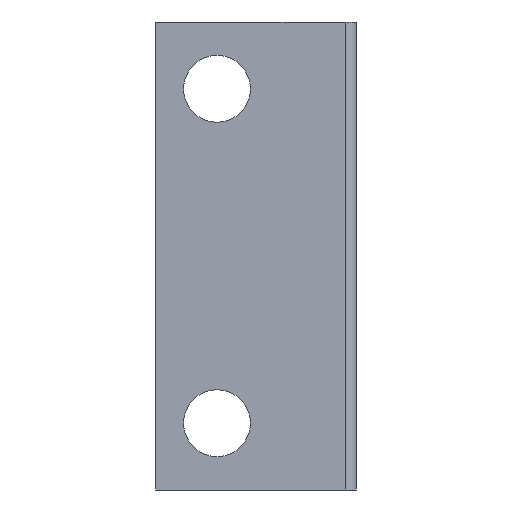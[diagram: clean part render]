
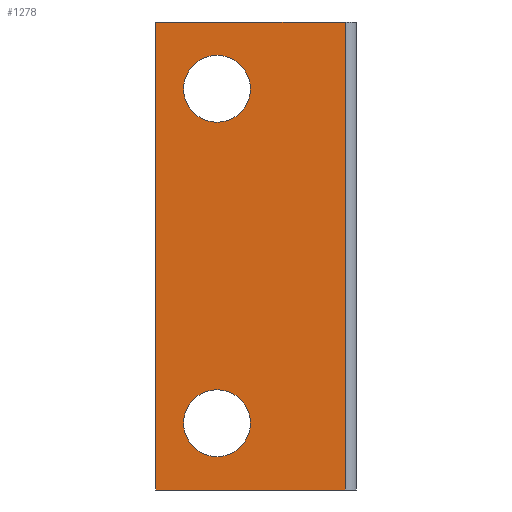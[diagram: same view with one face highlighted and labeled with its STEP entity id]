
A CAD part, front view. The second image highlights one B-rep face of the part: STEP entity #1278.
In plain terms, the highlighted planar face has unit normal (0, -1, 0).
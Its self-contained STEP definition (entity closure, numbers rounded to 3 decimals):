
#13 = CIRCLE ( 'NONE', #1082, 3. ) ;
#17 = VECTOR ( 'NONE', #476, 1000. ) ;
#19 = LINE ( 'NONE', #474, #17 ) ;
#33 = CIRCLE ( 'NONE', #1083, 3. ) ;
#93 = CARTESIAN_POINT ( 'NONE',  ( 53., -128., 12.5 ) ) ;
#94 = CARTESIAN_POINT ( 'NONE',  ( 58.5, -128., 51.5 ) ) ;
#100 = VERTEX_POINT ( 'NONE', #94 ) ;
#112 = VERTEX_POINT ( 'NONE', #158 ) ;
#113 = VERTEX_POINT ( 'NONE', #119 ) ;
#115 = VERTEX_POINT ( 'NONE', #116 ) ;
#116 = CARTESIAN_POINT ( 'NONE',  ( 70., -128., 54.5 ) ) ;
#119 = CARTESIAN_POINT ( 'NONE',  ( 53., -128., 54.5 ) ) ;
#135 = VERTEX_POINT ( 'NONE', #93 ) ;
#140 = VERTEX_POINT ( 'NONE', #1662 ) ;
#158 = CARTESIAN_POINT ( 'NONE',  ( 58.5, -128., 15.5 ) ) ;
#179 = VERTEX_POINT ( 'NONE', #359 ) ;
#204 = VERTEX_POINT ( 'NONE', #350 ) ;
#220 = FACE_BOUND ( 'NONE', #1640, .T. ) ;
#264 = FACE_OUTER_BOUND ( 'NONE', #1562, .T. ) ;
#277 = FACE_BOUND ( 'NONE', #1464, .T. ) ;
#308 = CARTESIAN_POINT ( 'NONE',  ( 58.5, -128., 48.5 ) ) ;
#310 = DIRECTION ( 'NONE',  ( 0., -1., 0. ) ) ;
#311 = DIRECTION ( 'NONE',  ( 0., 0., 1. ) ) ;
#350 = CARTESIAN_POINT ( 'NONE',  ( 58.5, -128., 45.5 ) ) ;
#359 = CARTESIAN_POINT ( 'NONE',  ( 58.5, -128., 21.5 ) ) ;
#379 = CARTESIAN_POINT ( 'NONE',  ( 61.5, -128., 54.5 ) ) ;
#380 = DIRECTION ( 'NONE',  ( 0., 1., 0. ) ) ;
#381 = DIRECTION ( 'NONE',  ( 0., 0., 1. ) ) ;
#393 = CARTESIAN_POINT ( 'NONE',  ( 58.5, -128., 18.5 ) ) ;
#402 = DIRECTION ( 'NONE',  ( 0., -1., 0. ) ) ;
#403 = DIRECTION ( 'NONE',  ( 0., 0., 1. ) ) ;
#474 = CARTESIAN_POINT ( 'NONE',  ( 53., -128., 54.5 ) ) ;
#476 = DIRECTION ( 'NONE',  ( 1., 0., 0. ) ) ;
#512 = PLANE ( 'NONE',  #1140 ) ;
#546 = DIRECTION ( 'NONE',  ( 0., -1., 0. ) ) ;
#548 = DIRECTION ( 'NONE',  ( 0., 0., 1. ) ) ;
#555 = DIRECTION ( 'NONE',  ( 0., 0., 1. ) ) ;
#556 = DIRECTION ( 'NONE',  ( 0., -1., 0. ) ) ;
#593 = CARTESIAN_POINT ( 'NONE',  ( 58.5, -128., 18.5 ) ) ;
#619 = DIRECTION ( 'NONE',  ( 0., 0., 1. ) ) ;
#628 = DIRECTION ( 'NONE',  ( 0., 0., -1. ) ) ;
#638 = CARTESIAN_POINT ( 'NONE',  ( 53., -128., 54.5 ) ) ;
#659 = CARTESIAN_POINT ( 'NONE',  ( 58.5, -128., 48.5 ) ) ;
#685 = CARTESIAN_POINT ( 'NONE',  ( 61.5, -128., 12.5 ) ) ;
#696 = DIRECTION ( 'NONE',  ( 1., 0., 0. ) ) ;
#811 = CARTESIAN_POINT ( 'NONE',  ( 70., -128., 54.5 ) ) ;
#913 = VECTOR ( 'NONE', #696, 1000. ) ;
#914 = LINE ( 'NONE', #685, #913 ) ;
#945 = EDGE_CURVE ( 'NONE', #100, #204, #33, .T. ) ;
#954 = EDGE_CURVE ( 'NONE', #179, #112, #13, .T. ) ;
#959 = EDGE_CURVE ( 'NONE', #113, #115, #19, .T. ) ;
#993 = EDGE_CURVE ( 'NONE', #135, #140, #914, .T. ) ;
#1014 = EDGE_CURVE ( 'NONE', #204, #100, #1256, .T. ) ;
#1046 = EDGE_CURVE ( 'NONE', #140, #115, #1175, .T. ) ;
#1048 = EDGE_CURVE ( 'NONE', #112, #179, #1195, .T. ) ;
#1049 = EDGE_CURVE ( 'NONE', #113, #135, #1246, .T. ) ;
#1082 = AXIS2_PLACEMENT_3D ( 'NONE', #393, #402, #403 ) ;
#1083 = AXIS2_PLACEMENT_3D ( 'NONE', #308, #310, #311 ) ;
#1104 = AXIS2_PLACEMENT_3D ( 'NONE', #659, #556, #555 ) ;
#1112 = AXIS2_PLACEMENT_3D ( 'NONE', #593, #546, #548 ) ;
#1140 = AXIS2_PLACEMENT_3D ( 'NONE', #379, #380, #381 ) ;
#1175 = LINE ( 'NONE', #811, #1205 ) ;
#1195 = CIRCLE ( 'NONE', #1112, 3. ) ;
#1205 = VECTOR ( 'NONE', #619, 1000. ) ;
#1207 = VECTOR ( 'NONE', #628, 1000. ) ;
#1246 = LINE ( 'NONE', #638, #1207 ) ;
#1256 = CIRCLE ( 'NONE', #1104, 3. ) ;
#1278 = ADVANCED_FACE ( 'NONE', ( #220, #264, #277 ), #512, .F. ) ;
#1317 = ORIENTED_EDGE ( 'NONE', *, *, #1049, .T. ) ;
#1320 = ORIENTED_EDGE ( 'NONE', *, *, #1048, .F. ) ;
#1322 = ORIENTED_EDGE ( 'NONE', *, *, #959, .F. ) ;
#1323 = ORIENTED_EDGE ( 'NONE', *, *, #954, .F. ) ;
#1324 = ORIENTED_EDGE ( 'NONE', *, *, #993, .T. ) ;
#1325 = ORIENTED_EDGE ( 'NONE', *, *, #1046, .T. ) ;
#1361 = ORIENTED_EDGE ( 'NONE', *, *, #945, .F. ) ;
#1362 = ORIENTED_EDGE ( 'NONE', *, *, #1014, .F. ) ;
#1464 = EDGE_LOOP ( 'NONE', ( #1362, #1361 ) ) ;
#1562 = EDGE_LOOP ( 'NONE', ( #1324, #1325, #1322, #1317 ) ) ;
#1640 = EDGE_LOOP ( 'NONE', ( #1320, #1323 ) ) ;
#1662 = CARTESIAN_POINT ( 'NONE',  ( 70., -128., 12.5 ) ) ;
